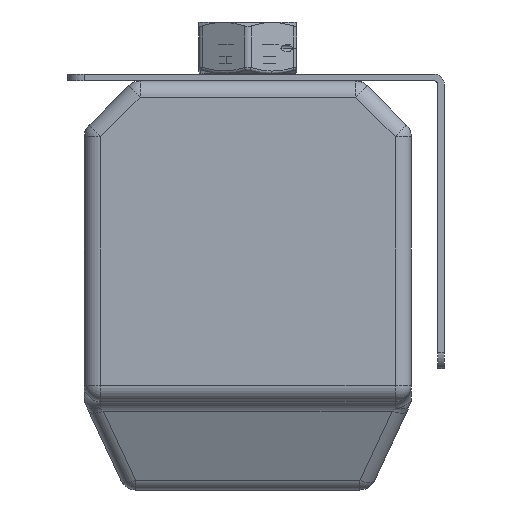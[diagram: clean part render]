
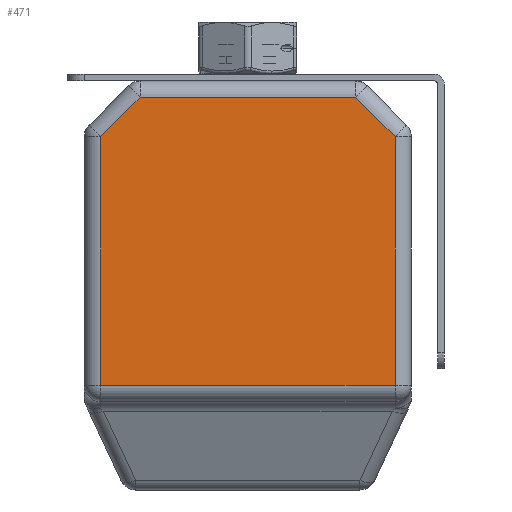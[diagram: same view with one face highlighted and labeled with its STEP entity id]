
A CAD part, front view. The second image highlights one B-rep face of the part: STEP entity #471.
In plain terms, the highlighted planar face has unit normal (0, -1, 0).
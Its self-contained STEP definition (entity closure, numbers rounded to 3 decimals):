
#428=AXIS2_PLACEMENT_3D('Plane Axis2P3D',#425,#426,#427) ;
#325=CARTESIAN_POINT('Vertex',(-32.929,-195.,120.)) ;
#328=CARTESIAN_POINT('Line Origine',(0.,-195.,120.)) ;
#332=CARTESIAN_POINT('Vertex',(32.929,-195.,120.)) ;
#425=CARTESIAN_POINT('Axis2P3D Location',(0.,-195.,125.)) ;
#430=CARTESIAN_POINT('Line Origine',(-38.964,-195.,113.964)) ;
#434=CARTESIAN_POINT('Vertex',(-45.,-195.,107.929)) ;
#437=CARTESIAN_POINT('Line Origine',(-45.,-195.,69.964)) ;
#441=CARTESIAN_POINT('Vertex',(-45.,-195.,32.)) ;
#444=CARTESIAN_POINT('Line Origine',(0.,-195.,32.)) ;
#448=CARTESIAN_POINT('Vertex',(45.,-195.,32.)) ;
#451=CARTESIAN_POINT('Line Origine',(45.,-195.,69.964)) ;
#455=CARTESIAN_POINT('Vertex',(45.,-195.,107.929)) ;
#458=CARTESIAN_POINT('Line Origine',(38.964,-195.,113.964)) ;
#329=DIRECTION('Vector Direction',(-1.,0.,0.)) ;
#426=DIRECTION('Axis2P3D Direction',(0.,-1.,0.)) ;
#427=DIRECTION('Axis2P3D XDirection',(0.,0.,-1.)) ;
#431=DIRECTION('Vector Direction',(-0.707,0.,-0.707)) ;
#438=DIRECTION('Vector Direction',(0.,0.,-1.)) ;
#445=DIRECTION('Vector Direction',(1.,0.,0.)) ;
#452=DIRECTION('Vector Direction',(0.,0.,-1.)) ;
#459=DIRECTION('Vector Direction',(0.707,0.,-0.707)) ;
#330=VECTOR('Line Direction',#329,1.) ;
#432=VECTOR('Line Direction',#431,1.) ;
#439=VECTOR('Line Direction',#438,1.) ;
#446=VECTOR('Line Direction',#445,1.) ;
#453=VECTOR('Line Direction',#452,1.) ;
#460=VECTOR('Line Direction',#459,1.) ;
#464=ORIENTED_EDGE('',*,*,#334,.F.) ;
#465=ORIENTED_EDGE('',*,*,#436,.T.) ;
#466=ORIENTED_EDGE('',*,*,#443,.T.) ;
#467=ORIENTED_EDGE('',*,*,#450,.T.) ;
#468=ORIENTED_EDGE('',*,*,#457,.T.) ;
#469=ORIENTED_EDGE('',*,*,#462,.T.) ;
#471=ADVANCED_FACE('PartBody',(#470),#429,.T.) ;
#334=EDGE_CURVE('',#326,#333,#331,.F.) ;
#436=EDGE_CURVE('',#326,#435,#433,.T.) ;
#443=EDGE_CURVE('',#435,#442,#440,.T.) ;
#450=EDGE_CURVE('',#442,#449,#447,.T.) ;
#457=EDGE_CURVE('',#449,#456,#454,.F.) ;
#462=EDGE_CURVE('',#456,#333,#461,.F.) ;
#463=EDGE_LOOP('',(#464,#465,#466,#467,#468,#469)) ;
#470=FACE_OUTER_BOUND('',#463,.T.) ;
#331=LINE('Line',#328,#330) ;
#433=LINE('Line',#430,#432) ;
#440=LINE('Line',#437,#439) ;
#447=LINE('Line',#444,#446) ;
#454=LINE('Line',#451,#453) ;
#461=LINE('Line',#458,#460) ;
#429=PLANE('',#428) ;
#326=VERTEX_POINT('',#325) ;
#333=VERTEX_POINT('',#332) ;
#435=VERTEX_POINT('',#434) ;
#442=VERTEX_POINT('',#441) ;
#449=VERTEX_POINT('',#448) ;
#456=VERTEX_POINT('',#455) ;
